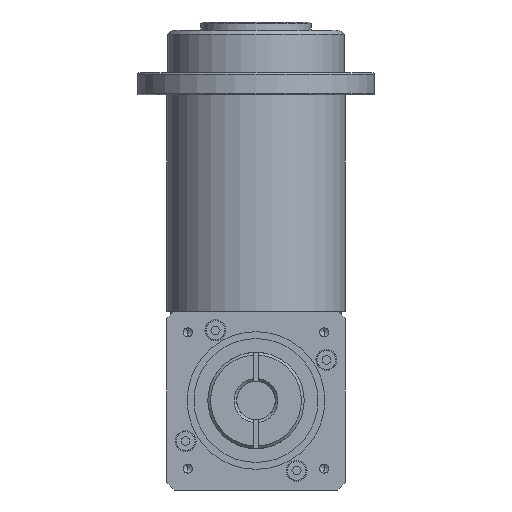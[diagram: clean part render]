
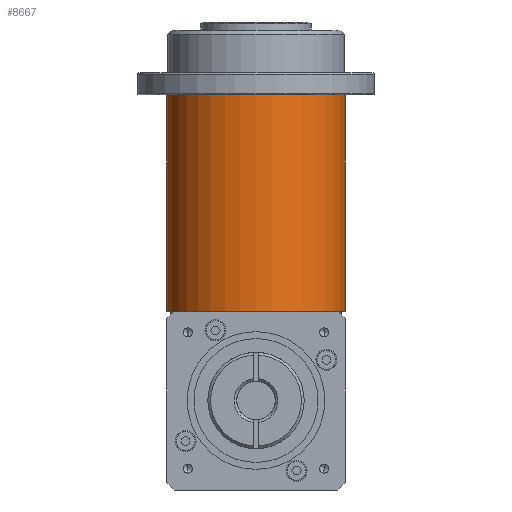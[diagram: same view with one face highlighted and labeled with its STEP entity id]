
A CAD part, front view. The second image highlights one B-rep face of the part: STEP entity #8667.
In plain terms, the highlighted cylindrical face has radius 32.5 mm (diameter 65 mm), a partial arc.
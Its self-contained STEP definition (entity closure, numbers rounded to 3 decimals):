
#115 = AXIS2_PLACEMENT_3D ( 'NONE', #1059, #6103, #1790 ) ;
#286 = VERTEX_POINT ( 'NONE', #4271 ) ;
#609 = DIRECTION ( 'NONE',  ( -1., 0., 0. ) ) ;
#706 = VECTOR ( 'NONE', #9102, 1000. ) ;
#857 = CARTESIAN_POINT ( 'NONE',  ( 32.5, 0., 66.5 ) ) ;
#859 = ORIENTED_EDGE ( 'NONE', *, *, #6734, .T. ) ;
#925 = AXIS2_PLACEMENT_3D ( 'NONE', #9196, #4920, #609 ) ;
#1018 = EDGE_CURVE ( 'NONE', #5447, #5042, #8972, .T. ) ;
#1059 = CARTESIAN_POINT ( 'NONE',  ( 0., 0., 66.5 ) ) ;
#1407 = DIRECTION ( 'NONE',  ( 0., 0., -1. ) ) ;
#1790 = DIRECTION ( 'NONE',  ( -1., 0., 0. ) ) ;
#2230 = ORIENTED_EDGE ( 'NONE', *, *, #7509, .F. ) ;
#2596 = LINE ( 'NONE', #4782, #706 ) ;
#3559 = DIRECTION ( 'NONE',  ( -1., 0., 0. ) ) ;
#3701 = CYLINDRICAL_SURFACE ( 'NONE', #3776, 32.5 ) ;
#3776 = AXIS2_PLACEMENT_3D ( 'NONE', #6441, #1407, #3559 ) ;
#3836 = CIRCLE ( 'NONE', #925, 32.5 ) ;
#3917 = FACE_OUTER_BOUND ( 'NONE', #7319, .T. ) ;
#4271 = CARTESIAN_POINT ( 'NONE',  ( -32.5, 0., -12. ) ) ;
#4460 = CARTESIAN_POINT ( 'NONE',  ( 32.5, 0., -12. ) ) ;
#4511 = DIRECTION ( 'NONE',  ( 0., 0., -1. ) ) ;
#4782 = CARTESIAN_POINT ( 'NONE',  ( -32.5, 0., 66.5 ) ) ;
#4920 = DIRECTION ( 'NONE',  ( 0., 0., -1. ) ) ;
#5001 = VERTEX_POINT ( 'NONE', #4460 ) ;
#5042 = VERTEX_POINT ( 'NONE', #6282 ) ;
#5240 = CARTESIAN_POINT ( 'NONE',  ( 32.5, 0., 66.5 ) ) ;
#5447 = VERTEX_POINT ( 'NONE', #857 ) ;
#6103 = DIRECTION ( 'NONE',  ( 0., 0., -1. ) ) ;
#6282 = CARTESIAN_POINT ( 'NONE',  ( -32.5, 0., 66.5 ) ) ;
#6441 = CARTESIAN_POINT ( 'NONE',  ( 0., 0., 66.5 ) ) ;
#6734 = EDGE_CURVE ( 'NONE', #5042, #286, #2596, .T. ) ;
#6745 = ORIENTED_EDGE ( 'NONE', *, *, #1018, .T. ) ;
#7105 = LINE ( 'NONE', #5240, #8761 ) ;
#7319 = EDGE_LOOP ( 'NONE', ( #8457, #6745, #859, #2230 ) ) ;
#7509 = EDGE_CURVE ( 'NONE', #5001, #286, #3836, .T. ) ;
#7934 = EDGE_CURVE ( 'NONE', #5447, #5001, #7105, .T. ) ;
#8457 = ORIENTED_EDGE ( 'NONE', *, *, #7934, .F. ) ;
#8667 = ADVANCED_FACE ( 'NONE', ( #3917 ), #3701, .T. ) ;
#8761 = VECTOR ( 'NONE', #4511, 1000. ) ;
#8972 = CIRCLE ( 'NONE', #115, 32.5 ) ;
#9102 = DIRECTION ( 'NONE',  ( 0., 0., -1. ) ) ;
#9196 = CARTESIAN_POINT ( 'NONE',  ( 0., 0., -12. ) ) ;
